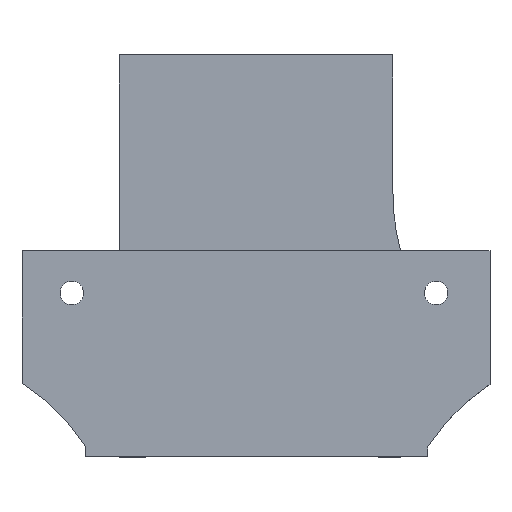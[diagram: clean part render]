
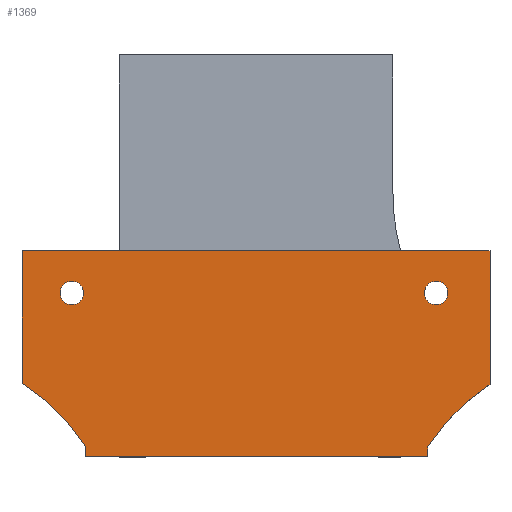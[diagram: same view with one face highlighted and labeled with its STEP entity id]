
A CAD part, top view. The second image highlights one B-rep face of the part: STEP entity #1369.
In plain terms, the highlighted planar face has unit normal (0, 0, 1).
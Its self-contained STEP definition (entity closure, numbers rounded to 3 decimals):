
#5 = VERTEX_POINT ( 'NONE', #576 ) ;
#46 = AXIS2_PLACEMENT_3D ( 'NONE', #880, #1790, #1813 ) ;
#68 = EDGE_CURVE ( 'NONE', #619, #817, #1548, .T. ) ;
#93 = PLANE ( 'NONE',  #140 ) ;
#105 = CARTESIAN_POINT ( 'NONE',  ( -28.642, 24.07, 17. ) ) ;
#106 = EDGE_CURVE ( 'NONE', #817, #619, #1408, .T. ) ;
#138 = LINE ( 'NONE', #1354, #1314 ) ;
#140 = AXIS2_PLACEMENT_3D ( 'NONE', #821, #1262, #1439 ) ;
#202 = DIRECTION ( 'NONE',  ( 0., 1., 0. ) ) ;
#213 = ORIENTED_EDGE ( 'NONE', *, *, #1371, .F. ) ;
#215 = LINE ( 'NONE', #537, #1860 ) ;
#218 = FACE_BOUND ( 'NONE', #674, .T. ) ;
#245 = VECTOR ( 'NONE', #1676, 1000. ) ;
#249 = CARTESIAN_POINT ( 'NONE',  ( -21.033, 17.612, 17. ) ) ;
#253 = EDGE_CURVE ( 'NONE', #351, #1920, #1843, .T. ) ;
#255 = ORIENTED_EDGE ( 'NONE', *, *, #68, .F. ) ;
#260 = ORIENTED_EDGE ( 'NONE', *, *, #649, .F. ) ;
#268 = DIRECTION ( 'NONE',  ( 1., 0., 0. ) ) ;
#270 = VERTEX_POINT ( 'NONE', #735 ) ;
#320 = CARTESIAN_POINT ( 'NONE',  ( 36.378, 17.612, 17. ) ) ;
#348 = CARTESIAN_POINT ( 'NONE',  ( 42.789, 3.659, 17. ) ) ;
#351 = VERTEX_POINT ( 'NONE', #1885 ) ;
#389 = CARTESIAN_POINT ( 'NONE',  ( 33.288, -7.374, 17. ) ) ;
#403 = AXIS2_PLACEMENT_3D ( 'NONE', #1797, #778, #1514 ) ;
#418 = CARTESIAN_POINT ( 'NONE',  ( 33.288, -5.874, 17. ) ) ;
#440 = DIRECTION ( 'NONE',  ( 0., 0., 1. ) ) ;
#449 = DIRECTION ( 'NONE',  ( 1., 0., 0. ) ) ;
#481 = DIRECTION ( 'NONE',  ( -1., 0., 0. ) ) ;
#487 = DIRECTION ( 'NONE',  ( 0., 1., 0. ) ) ;
#489 = LINE ( 'NONE', #617, #245 ) ;
#506 = DIRECTION ( 'NONE',  ( 0., 0., 1. ) ) ;
#521 = VERTEX_POINT ( 'NONE', #1930 ) ;
#532 = AXIS2_PLACEMENT_3D ( 'NONE', #249, #506, #963 ) ;
#537 = CARTESIAN_POINT ( 'NONE',  ( -18.937, -7.374, 17. ) ) ;
#558 = FACE_OUTER_BOUND ( 'NONE', #1729, .T. ) ;
#576 = CARTESIAN_POINT ( 'NONE',  ( 42.789, 24.07, 17. ) ) ;
#617 = CARTESIAN_POINT ( 'NONE',  ( -28.642, 24.07, 17. ) ) ;
#619 = VERTEX_POINT ( 'NONE', #320 ) ;
#627 = AXIS2_PLACEMENT_3D ( 'NONE', #1494, #440, #1658 ) ;
#649 = EDGE_CURVE ( 'NONE', #1074, #1639, #1025, .T. ) ;
#669 = ORIENTED_EDGE ( 'NONE', *, *, #1518, .F. ) ;
#674 = EDGE_LOOP ( 'NONE', ( #669, #775 ) ) ;
#694 = EDGE_CURVE ( 'NONE', #5, #1600, #138, .T. ) ;
#698 = ORIENTED_EDGE ( 'NONE', *, *, #106, .F. ) ;
#707 = ORIENTED_EDGE ( 'NONE', *, *, #1650, .T. ) ;
#735 = CARTESIAN_POINT ( 'NONE',  ( -18.937, -7.374, 17. ) ) ;
#775 = ORIENTED_EDGE ( 'NONE', *, *, #1793, .F. ) ;
#778 = DIRECTION ( 'NONE',  ( 0., 0., 1. ) ) ;
#787 = ORIENTED_EDGE ( 'NONE', *, *, #1449, .F. ) ;
#811 = CIRCLE ( 'NONE', #46, 1.8 ) ;
#817 = VERTEX_POINT ( 'NONE', #1048 ) ;
#821 = CARTESIAN_POINT ( 'NONE',  ( 0., 0., 17. ) ) ;
#842 = CIRCLE ( 'NONE', #627, 32.399 ) ;
#880 = CARTESIAN_POINT ( 'NONE',  ( -21.033, 17.612, 17. ) ) ;
#893 = CARTESIAN_POINT ( 'NONE',  ( 34.578, 17.612, 17. ) ) ;
#916 = EDGE_CURVE ( 'NONE', #1617, #5, #1356, .T. ) ;
#963 = DIRECTION ( 'NONE',  ( 1., 0., 0. ) ) ;
#975 = LINE ( 'NONE', #389, #1693 ) ;
#984 = ORIENTED_EDGE ( 'NONE', *, *, #1806, .F. ) ;
#1021 = CARTESIAN_POINT ( 'NONE',  ( -22.833, 17.612, 17. ) ) ;
#1025 = CIRCLE ( 'NONE', #403, 32.486 ) ;
#1027 = VECTOR ( 'NONE', #487, 1000. ) ;
#1048 = CARTESIAN_POINT ( 'NONE',  ( 32.778, 17.612, 17. ) ) ;
#1051 = CARTESIAN_POINT ( 'NONE',  ( 33.288, -7.374, 17. ) ) ;
#1074 = VERTEX_POINT ( 'NONE', #1723 ) ;
#1150 = ORIENTED_EDGE ( 'NONE', *, *, #694, .T. ) ;
#1177 = CARTESIAN_POINT ( 'NONE',  ( 34.578, 17.612, 17. ) ) ;
#1216 = CARTESIAN_POINT ( 'NONE',  ( -28.642, 3.828, 17. ) ) ;
#1262 = DIRECTION ( 'NONE',  ( 0., 0., 1. ) ) ;
#1275 = ORIENTED_EDGE ( 'NONE', *, *, #253, .T. ) ;
#1281 = CIRCLE ( 'NONE', #532, 1.8 ) ;
#1312 = AXIS2_PLACEMENT_3D ( 'NONE', #893, #1819, #449 ) ;
#1314 = VECTOR ( 'NONE', #481, 1000. ) ;
#1354 = CARTESIAN_POINT ( 'NONE',  ( -28.642, 24.07, 17. ) ) ;
#1356 = LINE ( 'NONE', #1810, #1784 ) ;
#1369 = ADVANCED_FACE ( 'NONE', ( #558, #1577, #218 ), #93, .T. ) ;
#1371 = EDGE_CURVE ( 'NONE', #351, #270, #975, .T. ) ;
#1386 = ORIENTED_EDGE ( 'NONE', *, *, #916, .T. ) ;
#1408 = CIRCLE ( 'NONE', #1312, 1.8 ) ;
#1439 = DIRECTION ( 'NONE',  ( 1., 0., 0. ) ) ;
#1449 = EDGE_CURVE ( 'NONE', #1617, #1920, #842, .T. ) ;
#1494 = CARTESIAN_POINT ( 'NONE',  ( 60.487, -23.479, 17. ) ) ;
#1513 = EDGE_LOOP ( 'NONE', ( #698, #255 ) ) ;
#1514 = DIRECTION ( 'NONE',  ( 1., 0., 0. ) ) ;
#1518 = EDGE_CURVE ( 'NONE', #1595, #521, #811, .T. ) ;
#1548 = CIRCLE ( 'NONE', #1906, 1.8 ) ;
#1577 = FACE_BOUND ( 'NONE', #1513, .T. ) ;
#1595 = VERTEX_POINT ( 'NONE', #1021 ) ;
#1600 = VERTEX_POINT ( 'NONE', #105 ) ;
#1617 = VERTEX_POINT ( 'NONE', #348 ) ;
#1639 = VERTEX_POINT ( 'NONE', #1216 ) ;
#1650 = EDGE_CURVE ( 'NONE', #1600, #1639, #489, .T. ) ;
#1658 = DIRECTION ( 'NONE',  ( 1., 0., 0. ) ) ;
#1676 = DIRECTION ( 'NONE',  ( 0., -1., 0. ) ) ;
#1693 = VECTOR ( 'NONE', #1889, 1000. ) ;
#1723 = CARTESIAN_POINT ( 'NONE',  ( -18.937, -5.874, 17. ) ) ;
#1729 = EDGE_LOOP ( 'NONE', ( #260, #984, #213, #1275, #787, #1386, #1150, #707 ) ) ;
#1770 = DIRECTION ( 'NONE',  ( 0., 0., 1. ) ) ;
#1784 = VECTOR ( 'NONE', #1859, 1000. ) ;
#1790 = DIRECTION ( 'NONE',  ( 0., 0., 1. ) ) ;
#1793 = EDGE_CURVE ( 'NONE', #521, #1595, #1281, .T. ) ;
#1797 = CARTESIAN_POINT ( 'NONE',  ( -46.239, -23.479, 17. ) ) ;
#1806 = EDGE_CURVE ( 'NONE', #270, #1074, #215, .T. ) ;
#1810 = CARTESIAN_POINT ( 'NONE',  ( 42.789, 24.07, 17. ) ) ;
#1813 = DIRECTION ( 'NONE',  ( 1., 0., 0. ) ) ;
#1819 = DIRECTION ( 'NONE',  ( 0., 0., 1. ) ) ;
#1843 = LINE ( 'NONE', #1051, #1027 ) ;
#1859 = DIRECTION ( 'NONE',  ( 0., 1., 0. ) ) ;
#1860 = VECTOR ( 'NONE', #202, 1000. ) ;
#1885 = CARTESIAN_POINT ( 'NONE',  ( 33.288, -7.374, 17. ) ) ;
#1889 = DIRECTION ( 'NONE',  ( -1., 0., 0. ) ) ;
#1906 = AXIS2_PLACEMENT_3D ( 'NONE', #1177, #1770, #268 ) ;
#1920 = VERTEX_POINT ( 'NONE', #418 ) ;
#1930 = CARTESIAN_POINT ( 'NONE',  ( -19.233, 17.612, 17. ) ) ;
